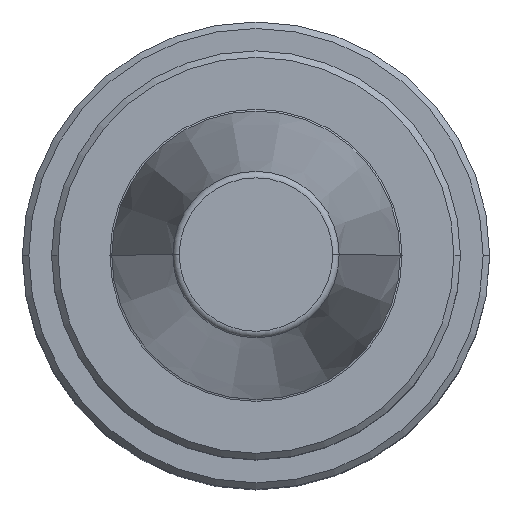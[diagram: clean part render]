
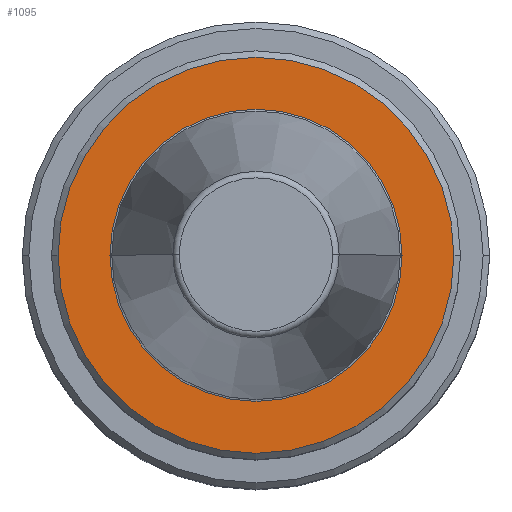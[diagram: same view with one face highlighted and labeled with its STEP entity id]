
A CAD part, top view. The second image highlights one B-rep face of the part: STEP entity #1095.
In plain terms, the highlighted planar face has unit normal (0, 0, 1).
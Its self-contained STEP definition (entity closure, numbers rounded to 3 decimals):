
#30 = DIRECTION ( 'NONE',  ( 0., 0., 1. ) ) ;
#36 = EDGE_CURVE ( 'NONE', #935, #189, #264, .T. ) ;
#45 = AXIS2_PLACEMENT_3D ( 'NONE', #709, #1085, #545 ) ;
#67 = ORIENTED_EDGE ( 'NONE', *, *, #167, .F. ) ;
#79 = ORIENTED_EDGE ( 'NONE', *, *, #1135, .T. ) ;
#81 = CARTESIAN_POINT ( 'NONE',  ( 0., 0., -2. ) ) ;
#102 = AXIS2_PLACEMENT_3D ( 'NONE', #81, #688, #174 ) ;
#115 = DIRECTION ( 'NONE',  ( 0., 0., 1. ) ) ;
#149 = AXIS2_PLACEMENT_3D ( 'NONE', #981, #450, #1081 ) ;
#167 = EDGE_CURVE ( 'NONE', #516, #824, #439, .T. ) ;
#168 = FACE_OUTER_BOUND ( 'NONE', #529, .T. ) ;
#174 = DIRECTION ( 'NONE',  ( 1., 0., 0. ) ) ;
#189 = VERTEX_POINT ( 'NONE', #1056 ) ;
#250 = AXIS2_PLACEMENT_3D ( 'NONE', #380, #30, #557 ) ;
#264 = CIRCLE ( 'NONE', #250, 30.5 ) ;
#295 = CARTESIAN_POINT ( 'NONE',  ( -22.5, 0., -2. ) ) ;
#380 = CARTESIAN_POINT ( 'NONE',  ( 0., 0., -2. ) ) ;
#422 = FACE_BOUND ( 'NONE', #544, .T. ) ;
#439 = CIRCLE ( 'NONE', #102, 22.5 ) ;
#450 = DIRECTION ( 'NONE',  ( 0., 0., 1. ) ) ;
#516 = VERTEX_POINT ( 'NONE', #900 ) ;
#529 = EDGE_LOOP ( 'NONE', ( #956, #79 ) ) ;
#544 = EDGE_LOOP ( 'NONE', ( #67, #889 ) ) ;
#545 = DIRECTION ( 'NONE',  ( -1., 0., 0. ) ) ;
#557 = DIRECTION ( 'NONE',  ( 1., 0., 0. ) ) ;
#636 = CARTESIAN_POINT ( 'NONE',  ( 0., 0., -2. ) ) ;
#688 = DIRECTION ( 'NONE',  ( 0., 0., 1. ) ) ;
#694 = AXIS2_PLACEMENT_3D ( 'NONE', #636, #115, #724 ) ;
#709 = CARTESIAN_POINT ( 'NONE',  ( 0., 30.5, -2. ) ) ;
#724 = DIRECTION ( 'NONE',  ( 1., 0., 0. ) ) ;
#824 = VERTEX_POINT ( 'NONE', #295 ) ;
#843 = CIRCLE ( 'NONE', #694, 30.5 ) ;
#889 = ORIENTED_EDGE ( 'NONE', *, *, #1074, .F. ) ;
#900 = CARTESIAN_POINT ( 'NONE',  ( 22.5, 0., -2. ) ) ;
#935 = VERTEX_POINT ( 'NONE', #1019 ) ;
#956 = ORIENTED_EDGE ( 'NONE', *, *, #36, .T. ) ;
#981 = CARTESIAN_POINT ( 'NONE',  ( 0., 0., -2. ) ) ;
#987 = PLANE ( 'NONE',  #45 ) ;
#1019 = CARTESIAN_POINT ( 'NONE',  ( -30.5, 0., -2. ) ) ;
#1056 = CARTESIAN_POINT ( 'NONE',  ( 30.5, 0., -2. ) ) ;
#1074 = EDGE_CURVE ( 'NONE', #824, #516, #1133, .T. ) ;
#1081 = DIRECTION ( 'NONE',  ( 1., 0., 0. ) ) ;
#1085 = DIRECTION ( 'NONE',  ( 0., 0., -1. ) ) ;
#1095 = ADVANCED_FACE ( 'NONE', ( #422, #168 ), #987, .F. ) ;
#1133 = CIRCLE ( 'NONE', #149, 22.5 ) ;
#1135 = EDGE_CURVE ( 'NONE', #189, #935, #843, .T. ) ;
